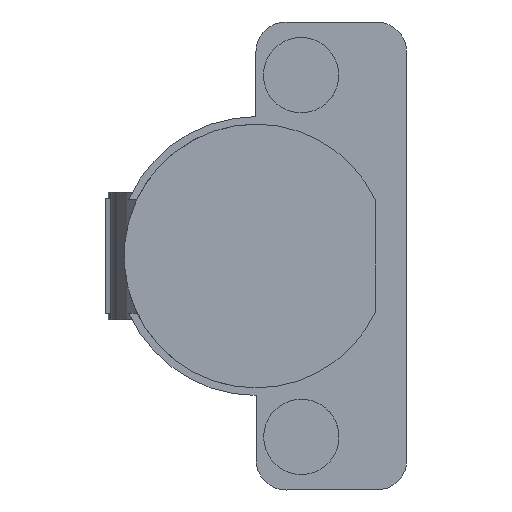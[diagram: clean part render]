
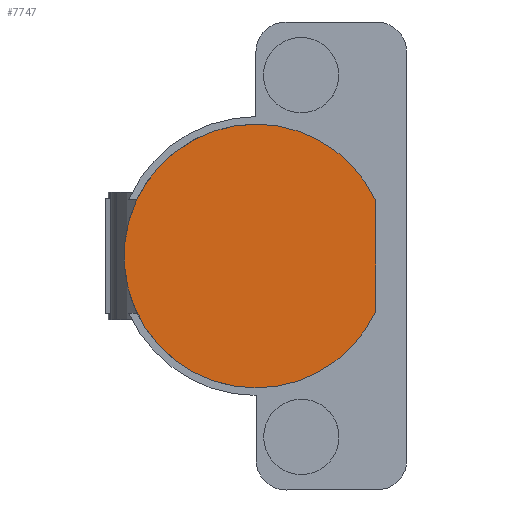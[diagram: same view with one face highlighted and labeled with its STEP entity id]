
A CAD part, front view. The second image highlights one B-rep face of the part: STEP entity #7747.
In plain terms, the highlighted planar face has unit normal (0, -1, 0).
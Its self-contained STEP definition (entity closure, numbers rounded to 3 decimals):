
#2313=DIRECTION('',(0.001,0.,-1.));
#2314=VECTOR('',#2313,14.642);
#2315=CARTESIAN_POINT('',(37.207,-11.906,7.33));
#2316=LINE('',#2315,#2314);
#2320=CARTESIAN_POINT('',(21.316,-11.903,
0.));
#2321=DIRECTION('',(0.,1.,0.));
#2322=DIRECTION('',(0.909,0.,-0.418));
#2323=AXIS2_PLACEMENT_3D('',#2320,#2321,#2322);
#2328=CARTESIAN_POINT('',(21.316,-11.903,
0.));
#2329=DIRECTION('',(0.,1.,0.));
#2330=DIRECTION('',(0.001,0.,-1.));
#2331=AXIS2_PLACEMENT_3D('',#2328,#2329,#2330);
#2336=CARTESIAN_POINT('',(21.316,-11.903,
0.));
#2337=DIRECTION('',(0.,1.,0.));
#2338=DIRECTION('',(-0.909,0.,0.418));
#2339=AXIS2_PLACEMENT_3D('',#2336,#2337,#2338);
#2344=CARTESIAN_POINT('',(21.316,-11.903,
0.));
#2345=DIRECTION('',(0.,1.,0.));
#2346=DIRECTION('',(-0.001,0.,1.));
#2347=AXIS2_PLACEMENT_3D('',#2344,#2345,#2346);
#5921=CARTESIAN_POINT('',(37.207,-11.906,7.33));
#5922=VERTEX_POINT('',#5921);
#5923=CARTESIAN_POINT('',(37.215,-11.906,
-7.312));
#5924=CARTESIAN_POINT('',(21.326,-11.903,
-17.5));
#5925=VERTEX_POINT('',#5923);
#5926=VERTEX_POINT('',#5924);
#5927=CARTESIAN_POINT('',(5.417,-11.901,7.312));
#5928=VERTEX_POINT('',#5927);
#5929=CARTESIAN_POINT('',(21.306,-11.903,17.5));
#5930=VERTEX_POINT('',#5929);
#7735=CARTESIAN_POINT('',(21.316,-11.903,
0.));
#7736=DIRECTION('',(0.,-1.,0.));
#7737=DIRECTION('',(-1.,0.,-0.001));
#7738=AXIS2_PLACEMENT_3D('',#7735,#7736,#7737);
#7739=PLANE('',#7738);
#7740=ORIENTED_EDGE('',*,*,#7727,.T.);
#7741=ORIENTED_EDGE('',*,*,#7655,.T.);
#7742=ORIENTED_EDGE('',*,*,#7653,.T.);
#7743=ORIENTED_EDGE('',*,*,#7651,.T.);
#7744=ORIENTED_EDGE('',*,*,#7649,.T.);
#7745=EDGE_LOOP('',(#7740,#7741,#7742,#7743,#7744));
#7746=FACE_OUTER_BOUND('',#7745,.F.);
#2324=CIRCLE('',#2323,17.5);
#2332=CIRCLE('',#2331,17.5);
#2340=CIRCLE('',#2339,17.5);
#2348=CIRCLE('',#2347,17.5);
#7649=EDGE_CURVE('',#5930,#5922,#2348,.T.);
#7651=EDGE_CURVE('',#5928,#5930,#2340,.T.);
#7653=EDGE_CURVE('',#5926,#5928,#2332,.T.);
#7655=EDGE_CURVE('',#5925,#5926,#2324,.T.);
#7727=EDGE_CURVE('',#5922,#5925,#2316,.T.);
#7747=ADVANCED_FACE('',(#7746),#7739,.T.);
